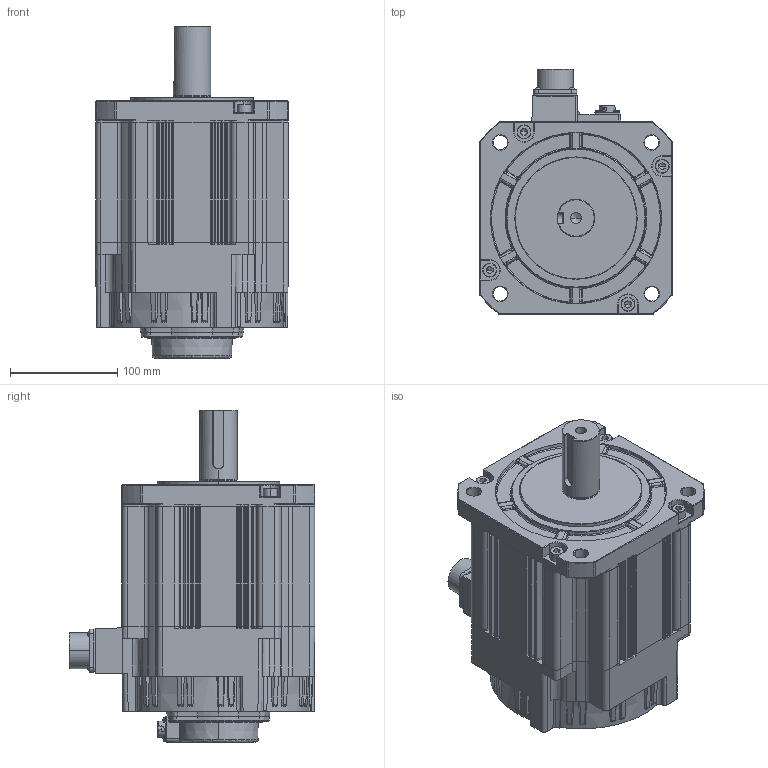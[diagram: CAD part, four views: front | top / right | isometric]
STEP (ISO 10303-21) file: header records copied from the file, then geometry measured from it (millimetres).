
FILE_DESCRIPTION (( 'STEP AP203' ), '1' );
FILE_NAME ('SV-X2MM500A-B4LA.STEP', '2021-10-12T13:30:16', ( 'China' ), ( 'Microsoft' ), 'SwSTEP 2.0', 'SolidWorks 2016', '' );
FILE_SCHEMA (( 'CONFIG_CONTROL_DESIGN' ));
Length unit declared in the file: millimetre
Products named in the file (1): SV-X2MM500A-B4LA
Bounding box: 180 x 229.25 x 310 mm (x, y, z)
Volume: 6063122.3 mm3; surface area: 278559.2 mm2
Topology: 1 solids, 7 shells, 2083 faces, 5418 edges, 3358 vertices
Faces by surface type: plane 790, cylinder 696, cone 308, bspline 151, torus 76, sphere 62
Entity records: 71681 total; most frequent: CARTESIAN_POINT 22305, ORIENTED_EDGE 10684, DIRECTION 10150, EDGE_CURVE 5342, AXIS2_PLACEMENT_3D 3889, VERTEX_POINT 3330, LINE 2372, VECTOR 2372
